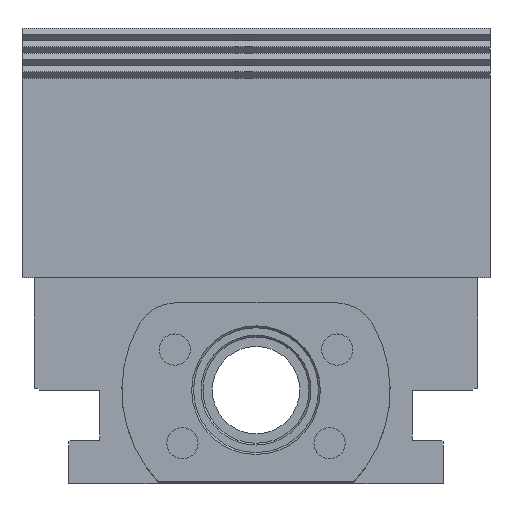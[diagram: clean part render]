
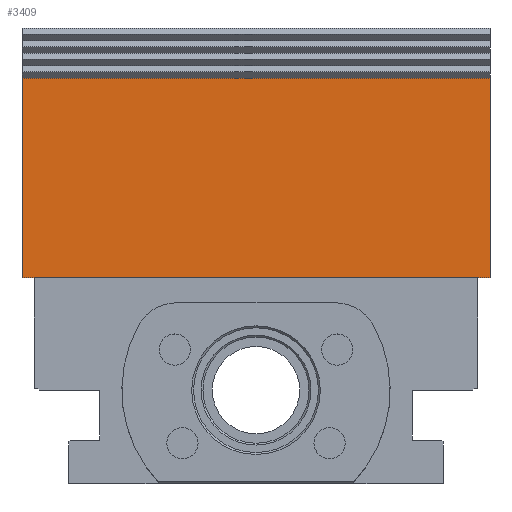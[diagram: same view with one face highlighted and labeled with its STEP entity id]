
A CAD part, front view. The second image highlights one B-rep face of the part: STEP entity #3409.
In plain terms, the highlighted planar face has unit normal (0, -1, 0).
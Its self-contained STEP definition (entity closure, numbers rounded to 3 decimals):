
#3353=CARTESIAN_POINT('',(37.5,0.,-8.));
#3354=VERTEX_POINT('',#3353);
#3362=CARTESIAN_POINT('',(-37.5,0.,-8.));
#3363=VERTEX_POINT('',#3362);
#3370=CARTESIAN_POINT('',(-37.5,0.,-8.));
#3371=DIRECTION('',(1.0,0.0,0.0));
#3372=VECTOR('',#3371,1.0);
#3373=LINE('',#3370,#3372);
#3374=EDGE_CURVE('',#3363,#3354,#3373,.T.);
#3379=CARTESIAN_POINT('',(-37.5,0.,-40.));
#3380=DIRECTION('',(0.0,-1.0,0.));
#3381=DIRECTION('',(0.0,0.,1.0));
#3382=AXIS2_PLACEMENT_3D('',#3379,#3380,#3381);
#3383=PLANE('',#3382);
#3384=CARTESIAN_POINT('',(37.5,0.,-40.));
#3385=VERTEX_POINT('',#3384);
#3386=CARTESIAN_POINT('',(37.5,0.,-40.));
#3387=DIRECTION('',(0.0,0.0,1.0));
#3388=VECTOR('',#3387,1.0);
#3389=LINE('',#3386,#3388);
#3390=EDGE_CURVE('',#3385,#3354,#3389,.T.);
#3391=ORIENTED_EDGE('',*,*,#3390,.T.);
#3392=ORIENTED_EDGE('',*,*,#3374,.F.);
#3393=CARTESIAN_POINT('',(-37.5,0.,-40.));
#3394=VERTEX_POINT('',#3393);
#3395=CARTESIAN_POINT('',(-37.5,0.,-40.));
#3396=DIRECTION('',(0.0,0.0,1.0));
#3397=VECTOR('',#3396,1.0);
#3398=LINE('',#3395,#3397);
#3399=EDGE_CURVE('',#3394,#3363,#3398,.T.);
#3400=ORIENTED_EDGE('',*,*,#3399,.F.);
#3401=CARTESIAN_POINT('',(-37.5,0.,-40.));
#3402=DIRECTION('',(1.0,0.0,0.0));
#3403=VECTOR('',#3402,1.0);
#3404=LINE('',#3401,#3403);
#3405=EDGE_CURVE('',#3394,#3385,#3404,.T.);
#3406=ORIENTED_EDGE('',*,*,#3405,.T.);
#3407=EDGE_LOOP('',(#3391,#3392,#3400,#3406));
#3408=FACE_OUTER_BOUND('',#3407,.T.);
#3409=ADVANCED_FACE('',(#3408),#3383,.T.);
